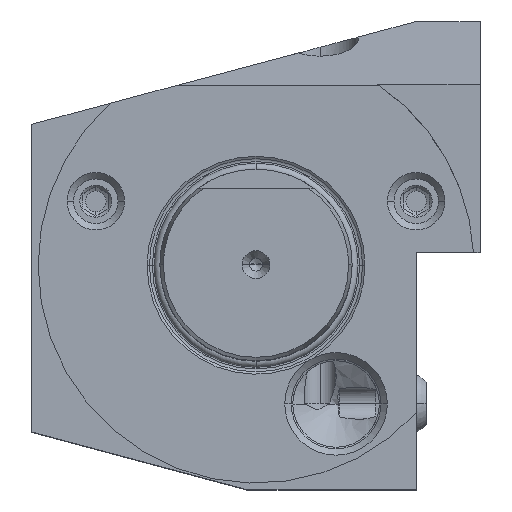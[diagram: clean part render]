
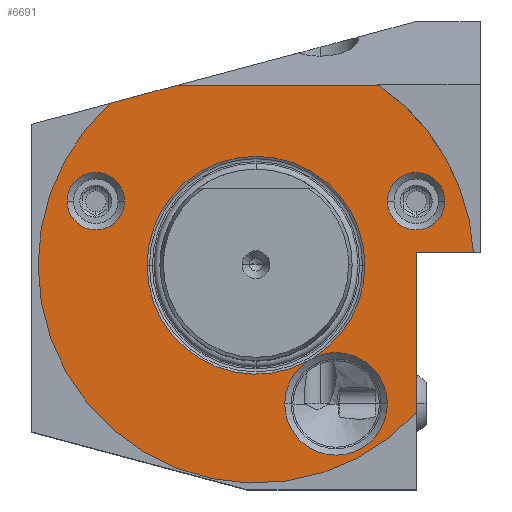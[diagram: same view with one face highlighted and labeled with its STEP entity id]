
A CAD part, top view. The second image highlights one B-rep face of the part: STEP entity #6691.
In plain terms, the highlighted planar face has unit normal (0, 0, 1).
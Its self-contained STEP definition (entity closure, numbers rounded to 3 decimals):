
#794=CARTESIAN_POINT('',(0,0,-55));
#795=DIRECTION('',(0,0,1));
#796=DIRECTION('',(0.998,0.059,0));
#797=AXIS2_PLACEMENT_3D('',#794,#795,#796);
#799=DIRECTION('',(1,0,0));
#800=VECTOR('',#799,8.941);
#801=CARTESIAN_POINT('',(25,2,-55));
#802=LINE('',#801,#800);
#803=DIRECTION('',(0,1,0));
#804=VECTOR('',#803,25.043);
#805=CARTESIAN_POINT('',(25,-23.043,-55));
#806=LINE('',#805,#804);
#807=CARTESIAN_POINT('',(0,0,-55));
#808=DIRECTION('',(0,0,1));
#809=DIRECTION('',(-1,0,0));
#810=AXIS2_PLACEMENT_3D('',#807,#808,#809);
#812=CARTESIAN_POINT('',(0,0,-55));
#813=DIRECTION('',(0,0,1));
#814=DIRECTION('',(-0.668,0.744,0));
#815=AXIS2_PLACEMENT_3D('',#812,#813,#814);
#817=DIRECTION('',(-0.966,-0.259,0));
#818=VECTOR('',#817,10.475);
#819=CARTESIAN_POINT('',(-12.608,28,-55));
#820=LINE('',#819,#818);
#821=DIRECTION('',(1,0,0));
#822=VECTOR('',#821,31.895);
#823=CARTESIAN_POINT('',(-12.608,28,-55));
#824=LINE('',#823,#822);
#825=CARTESIAN_POINT('',(-25,10,-55));
#826=DIRECTION('',(0,0,-1));
#827=DIRECTION('',(1,0,0));
#828=AXIS2_PLACEMENT_3D('',#825,#826,#827);
#830=CARTESIAN_POINT('',(-25,10,-55));
#831=DIRECTION('',(0,0,-1));
#832=DIRECTION('',(-1,0,0));
#833=AXIS2_PLACEMENT_3D('',#830,#831,#832);
#835=CARTESIAN_POINT('',(25,10,-55));
#836=DIRECTION('',(0,0,-1));
#837=DIRECTION('',(1,0,0));
#838=AXIS2_PLACEMENT_3D('',#835,#836,#837);
#840=CARTESIAN_POINT('',(25,10,-55));
#841=DIRECTION('',(0,0,-1));
#842=DIRECTION('',(-1,0,0));
#843=AXIS2_PLACEMENT_3D('',#840,#841,#842);
#845=CARTESIAN_POINT('',(0,0,-55));
#846=DIRECTION('',(0,0,-1));
#847=DIRECTION('',(1,0,0));
#848=AXIS2_PLACEMENT_3D('',#845,#846,#847);
#850=CARTESIAN_POINT('',(0,0,-55));
#851=DIRECTION('',(0,0,-1));
#852=DIRECTION('',(-1,0,0));
#853=AXIS2_PLACEMENT_3D('',#850,#851,#852);
#855=CARTESIAN_POINT('',(0,0,-55));
#856=DIRECTION('',(0,0,-1));
#857=DIRECTION('',(0.476,-0.879,0));
#858=AXIS2_PLACEMENT_3D('',#855,#856,#857);
#860=CARTESIAN_POINT('',(12.49,-21.633,-55));
#861=DIRECTION('',(0,0,-1));
#862=DIRECTION('',(-1,0,0));
#863=AXIS2_PLACEMENT_3D('',#860,#861,#862);
#865=CARTESIAN_POINT('',(12.49,-21.633,-55));
#866=DIRECTION('',(0,0,-1));
#867=DIRECTION('',(1,0,0));
#868=AXIS2_PLACEMENT_3D('',#865,#866,#867);
#870=CARTESIAN_POINT('',(12.49,-21.633,-55));
#871=DIRECTION('',(0,0,-1));
#872=DIRECTION('',(-0.449,0.894,0));
#873=AXIS2_PLACEMENT_3D('',#870,#871,#872);
#5355=CARTESIAN_POINT('',(25,2,-55));
#5356=CARTESIAN_POINT('',(33.941,2,-55));
#5357=VERTEX_POINT('',#5355);
#5358=VERTEX_POINT('',#5356);
#5371=CARTESIAN_POINT('',(20.525,10,-55));
#5372=CARTESIAN_POINT('',(29.475,10,-55));
#5373=VERTEX_POINT('',#5371);
#5374=VERTEX_POINT('',#5372);
#5386=CARTESIAN_POINT('',(8.901,-14.484,-55));
#5387=CARTESIAN_POINT('',(20.49,-21.633,-55));
#5388=VERTEX_POINT('',#5386);
#5389=VERTEX_POINT('',#5387);
#5435=CARTESIAN_POINT('',(-17,0,-55));
#5436=CARTESIAN_POINT('',(17,0,-55));
#5437=VERTEX_POINT('',#5435);
#5438=VERTEX_POINT('',#5436);
#5439=CARTESIAN_POINT('',(-22.726,25.289,-55));
#5440=VERTEX_POINT('',#5439);
#5441=CARTESIAN_POINT('',(4.49,-21.633,-55));
#5442=CARTESIAN_POINT('',(8.093,-14.95,-55));
#5443=VERTEX_POINT('',#5441);
#5444=VERTEX_POINT('',#5442);
#5471=CARTESIAN_POINT('',(-12.608,28,-55));
#5472=CARTESIAN_POINT('',(19.287,28,-55));
#5473=VERTEX_POINT('',#5471);
#5474=VERTEX_POINT('',#5472);
#5475=CARTESIAN_POINT('',(25,-23.043,-55));
#5476=VERTEX_POINT('',#5475);
#5477=CARTESIAN_POINT('',(-29.475,10,-55));
#5478=CARTESIAN_POINT('',(-20.525,10,-55));
#5479=VERTEX_POINT('',#5477);
#5480=VERTEX_POINT('',#5478);
#5493=CARTESIAN_POINT('',(-34,0,-55));
#5494=VERTEX_POINT('',#5493);
#6647=CARTESIAN_POINT('',(0,17,-55));
#6648=DIRECTION('',(0,0,-1));
#6649=DIRECTION('',(-1,0,0));
#6650=AXIS2_PLACEMENT_3D('',#6647,#6648,#6649);
#6651=PLANE('',#6650);
#6653=ORIENTED_EDGE('',*,*,#6652,.F.);
#6654=ORIENTED_EDGE('',*,*,#6637,.F.);
#6655=ORIENTED_EDGE('',*,*,#6539,.F.);
#6657=ORIENTED_EDGE('',*,*,#6656,.F.);
#6659=ORIENTED_EDGE('',*,*,#6658,.F.);
#6660=ORIENTED_EDGE('',*,*,#5906,.F.);
#6662=ORIENTED_EDGE('',*,*,#6661,.T.);
#6663=EDGE_LOOP('',(#6653,#6654,#6655,#6657,#6659,#6660,#6662));
#6664=FACE_OUTER_BOUND('',#6663,.F.);
#6666=ORIENTED_EDGE('',*,*,#6665,.F.);
#6668=ORIENTED_EDGE('',*,*,#6667,.F.);
#6669=EDGE_LOOP('',(#6666,#6668));
#6670=FACE_BOUND('',#6669,.F.);
#6672=ORIENTED_EDGE('',*,*,#6671,.F.);
#6674=ORIENTED_EDGE('',*,*,#6673,.F.);
#6675=EDGE_LOOP('',(#6672,#6674));
#6676=FACE_BOUND('',#6675,.F.);
#6678=ORIENTED_EDGE('',*,*,#6677,.F.);
#6680=ORIENTED_EDGE('',*,*,#6679,.F.);
#6682=ORIENTED_EDGE('',*,*,#6681,.F.);
#6684=ORIENTED_EDGE('',*,*,#6683,.F.);
#6686=ORIENTED_EDGE('',*,*,#6685,.F.);
#6688=ORIENTED_EDGE('',*,*,#6687,.F.);
#6689=EDGE_LOOP('',(#6678,#6680,#6682,#6684,#6686,#6688));
#6690=FACE_BOUND('',#6689,.F.);
#6691=ADVANCED_FACE('',(#6664,#6670,#6676,#6690),#6651,.F.);
#798=CIRCLE('',#797,34);
#811=CIRCLE('',#810,34);
#816=CIRCLE('',#815,34);
#829=CIRCLE('',#828,4.475);
#834=CIRCLE('',#833,4.475);
#839=CIRCLE('',#838,4.475);
#844=CIRCLE('',#843,4.475);
#849=CIRCLE('',#848,17);
#854=CIRCLE('',#853,17);
#859=CIRCLE('',#858,17);
#864=CIRCLE('',#863,8);
#869=CIRCLE('',#868,8);
#874=CIRCLE('',#873,8);
#5906=EDGE_CURVE('',#5473,#5440,#820,.T.);
#6539=EDGE_CURVE('',#5476,#5357,#806,.T.);
#6637=EDGE_CURVE('',#5357,#5358,#802,.T.);
#6652=EDGE_CURVE('',#5358,#5474,#798,.T.);
#6656=EDGE_CURVE('',#5494,#5476,#811,.T.);
#6658=EDGE_CURVE('',#5440,#5494,#816,.T.);
#6661=EDGE_CURVE('',#5473,#5474,#824,.T.);
#6665=EDGE_CURVE('',#5480,#5479,#829,.T.);
#6667=EDGE_CURVE('',#5479,#5480,#834,.T.);
#6671=EDGE_CURVE('',#5374,#5373,#839,.T.);
#6673=EDGE_CURVE('',#5373,#5374,#844,.T.);
#6677=EDGE_CURVE('',#5438,#5388,#849,.T.);
#6679=EDGE_CURVE('',#5437,#5438,#854,.T.);
#6681=EDGE_CURVE('',#5444,#5437,#859,.T.);
#6683=EDGE_CURVE('',#5443,#5444,#864,.T.);
#6685=EDGE_CURVE('',#5389,#5443,#869,.T.);
#6687=EDGE_CURVE('',#5388,#5389,#874,.T.);
